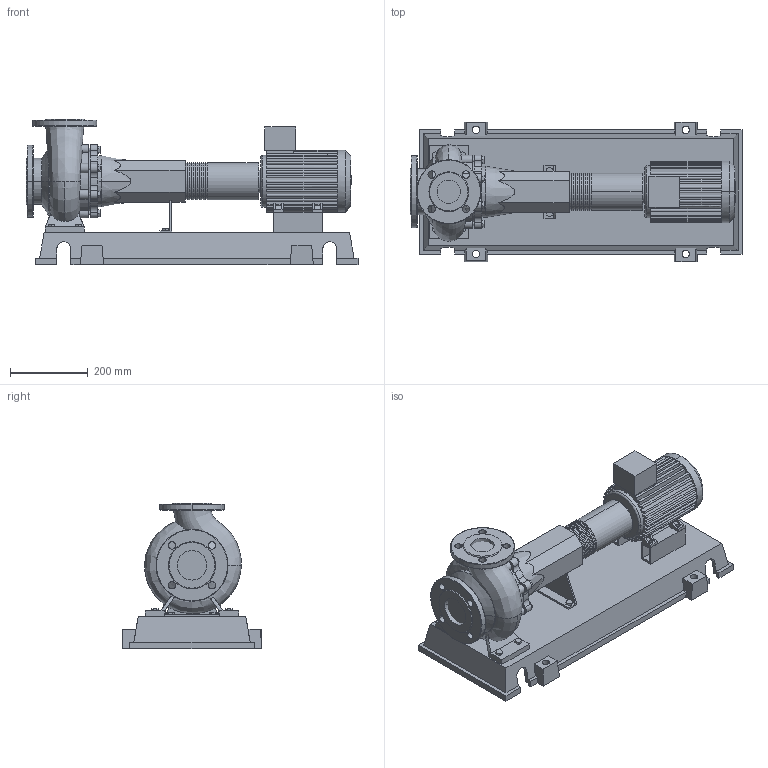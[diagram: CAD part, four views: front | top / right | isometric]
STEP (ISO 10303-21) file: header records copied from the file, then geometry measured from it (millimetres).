
FILE_DESCRIPTION((''),'2;1');
FILE_NAME('3d_NL50_125-0.75-4-12-4109037.stp','2015-03-03T07:12:03',(''),(''),'Mechanical Desktop 2009','Mechanical Desktop 2009',', , ');
FILE_SCHEMA(('CONFIG_CONTROL_DESIGN'));
Length unit declared in the file: millimetre
Products named in the file (1): Product
Bounding box: 855 x 360 x 375 mm (x, y, z)
Volume: 18943446.4 mm3; surface area: 1848552.3 mm2
Topology: 13 solids, 13 shells, 832 faces, 2210 edges, 1453 vertices
Faces by surface type: plane 430, bspline 205, cylinder 183, cone 8, torus 6
Entity records: 30113 total; most frequent: CARTESIAN_POINT 9549, ORIENTED_EDGE 4422, DIRECTION 3981, EDGE_CURVE 2211, VECTOR 1477, LINE 1477, VERTEX_POINT 1452, AXIS2_PLACEMENT_3D 1252
